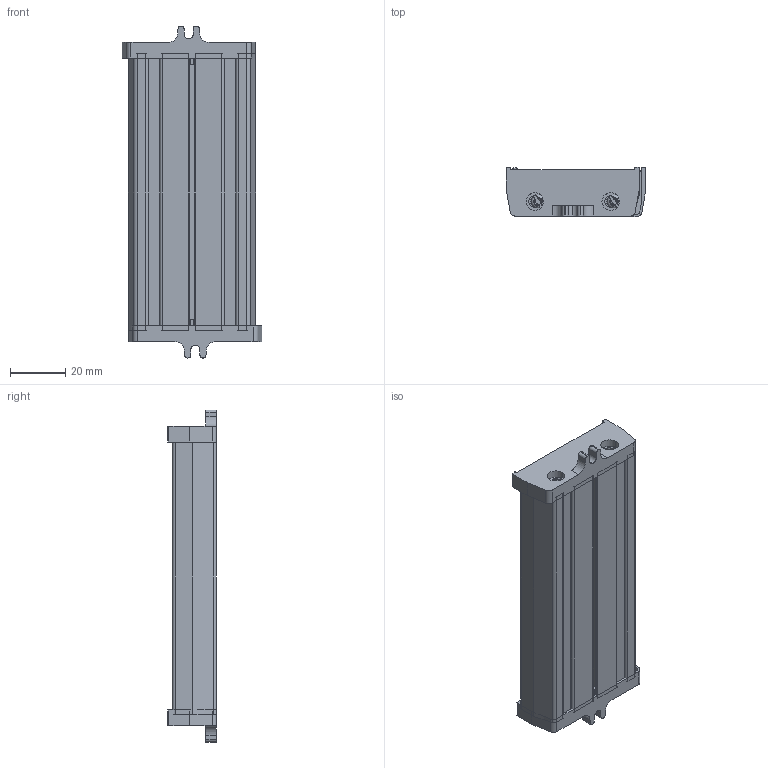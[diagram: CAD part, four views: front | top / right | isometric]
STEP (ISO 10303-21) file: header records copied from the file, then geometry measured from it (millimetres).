
FILE_DESCRIPTION (( 'STEP AP214' ), '1' );
FILE_NAME ('PHMCP-100.STEP', '2022-01-27T12:13:09', ( '' ), ( '' ), 'SwSTEP 2.0', 'SolidWorks 2017', '' );
FILE_SCHEMA (( 'AUTOMOTIVE_DESIGN' ));
Length unit declared in the file: millimetre
Products named in the file (13): PCB-42; Side Screw; PHME; PHMCP-100; PHME_PHME-250; PHMP; PCB-42_PCB-42-250
Assembly tree (8 placements, depth 2):
  PCB-42
  Side Screw
  PHME
  Side Screw
  PHMCP-100
    PHME_PHME-250
    PCB-42_PCB-42-250
    PHMP  x2
    Side Screw  x4
Bounding box: 50.6 x 17.6 x 120.2 mm (x, y, z)
Volume: 27046.5 mm3; surface area: 40420.1 mm2
Topology: 8 solids, 8 shells, 444 faces, 1194 edges, 782 vertices
Faces by surface type: plane 282, cylinder 114, cone 20, bspline 16, torus 12
Entity records: 8489 total; most frequent: CARTESIAN_POINT 1641, ORIENTED_EDGE 1398, DIRECTION 1337, EDGE_CURVE 699, VECTOR 517, LINE 517, VERTEX_POINT 462, AXIS2_PLACEMENT_3D 410
